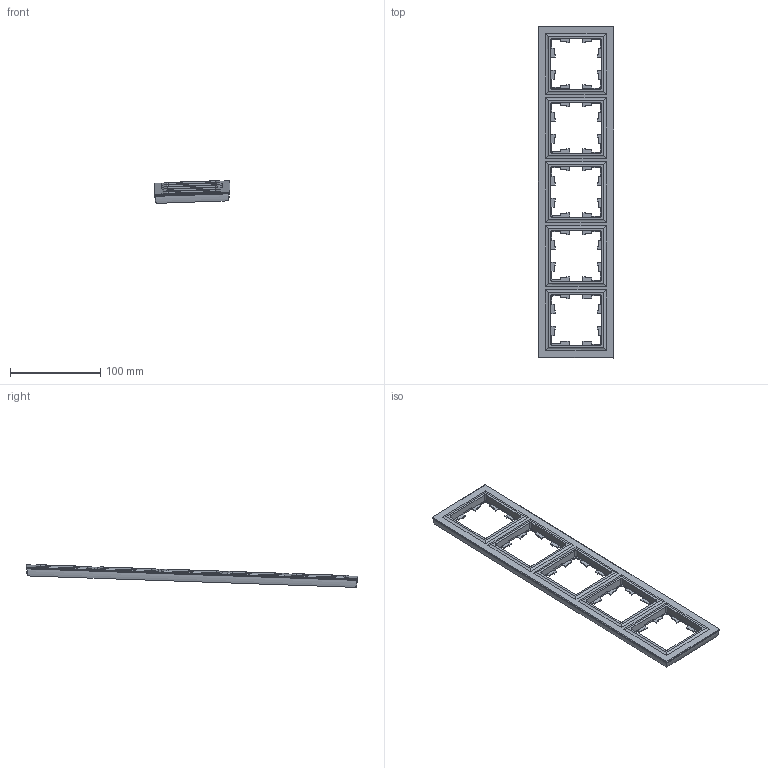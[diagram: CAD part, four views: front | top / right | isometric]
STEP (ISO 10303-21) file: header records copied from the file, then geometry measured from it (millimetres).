
FILE_DESCRIPTION (( 'STEP AP214' ), '1' );
FILE_NAME ('Ðàìêà 5-ìåñò..STEP', '2025-04-04T10:02:38', ( '' ), ( '' ), 'SwSTEP 2.0', 'SolidWorks 2022', '' );
FILE_SCHEMA (( 'AUTOMOTIVE_DESIGN' ));
Length unit declared in the file: millimetre
Products named in the file (1): Рамка 5-мест.
Bounding box: 84.17 x 368.76 x 25.26 mm (x, y, z)
Volume: 138755.4 mm3; surface area: 64226.2 mm2
Topology: 1 solids, 1 shells, 537 faces, 1579 edges, 1050 vertices
Faces by surface type: plane 421, cylinder 68, bspline 28, cone 20
Entity records: 18090 total; most frequent: CARTESIAN_POINT 4263, ORIENTED_EDGE 3158, DIRECTION 2468, EDGE_CURVE 1579, LINE 1338, VECTOR 1338, VERTEX_POINT 1050, AXIS2_PLACEMENT_3D 565
